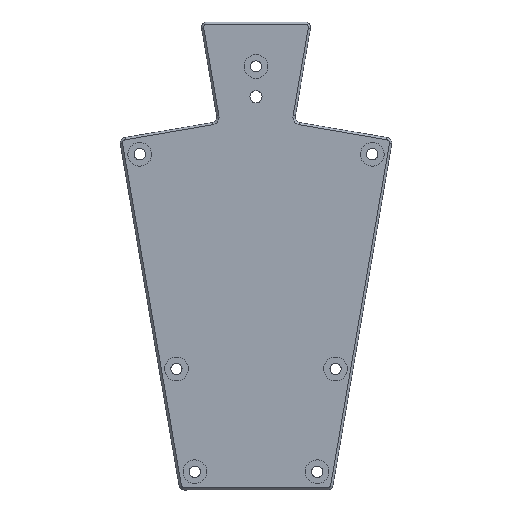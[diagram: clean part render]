
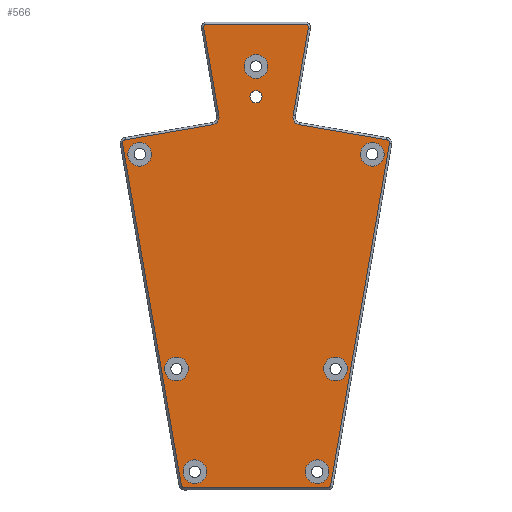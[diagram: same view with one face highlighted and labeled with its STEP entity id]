
A CAD part, top view. The second image highlights one B-rep face of the part: STEP entity #566.
In plain terms, the highlighted planar face has unit normal (0, 0, 1).
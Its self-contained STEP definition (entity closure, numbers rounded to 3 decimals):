
#566=ADVANCED_FACE('',(#1551,#1553,#1555,#1557,#1559,#1561,#1563,#1565,#1567),#1569,
.T.);
#1551=FACE_BOUND('',#1552,.T.);
#1552=EDGE_LOOP('',(#2324,#2325,#2326,#2327,#2328,#2329,#2330,#2331,#2332,#2333,
#2334,#2335,#2336,#2337,#2338,#2339));
#1553=FACE_BOUND('',#1554,.T.);
#1554=EDGE_LOOP('',(#2340));
#1555=FACE_BOUND('',#1556,.T.);
#1556=EDGE_LOOP('',(#2341));
#1557=FACE_BOUND('',#1558,.T.);
#1558=EDGE_LOOP('',(#2342));
#1559=FACE_BOUND('',#1560,.T.);
#1560=EDGE_LOOP('',(#2343));
#1561=FACE_BOUND('',#1562,.T.);
#1562=EDGE_LOOP('',(#2344));
#1563=FACE_BOUND('',#1564,.T.);
#1564=EDGE_LOOP('',(#2345));
#1565=FACE_BOUND('',#1566,.T.);
#1566=EDGE_LOOP('',(#2346));
#1567=FACE_BOUND('',#1568,.T.);
#1568=EDGE_LOOP('',(#2347));
#1569=PLANE('',#1570);
#1570=AXIS2_PLACEMENT_3D('',#1571,#1572,#1573);
#1571=CARTESIAN_POINT('',(0.,0.,6.4));
#1572=DIRECTION('',(0.,0.,1.));
#1573=DIRECTION('',(-1.,0.,0.));
#2324=ORIENTED_EDGE('',*,*,#2784,.T.);
#2325=ORIENTED_EDGE('',*,*,#2785,.T.);
#2326=ORIENTED_EDGE('',*,*,#2786,.T.);
#2327=ORIENTED_EDGE('',*,*,#2787,.T.);
#2328=ORIENTED_EDGE('',*,*,#2788,.T.);
#2329=ORIENTED_EDGE('',*,*,#2789,.T.);
#2330=ORIENTED_EDGE('',*,*,#2790,.T.);
#2331=ORIENTED_EDGE('',*,*,#2791,.T.);
#2332=ORIENTED_EDGE('',*,*,#2792,.T.);
#2333=ORIENTED_EDGE('',*,*,#2793,.T.);
#2334=ORIENTED_EDGE('',*,*,#2794,.T.);
#2335=ORIENTED_EDGE('',*,*,#2795,.T.);
#2336=ORIENTED_EDGE('',*,*,#2796,.T.);
#2337=ORIENTED_EDGE('',*,*,#2797,.T.);
#2338=ORIENTED_EDGE('',*,*,#2798,.T.);
#2339=ORIENTED_EDGE('',*,*,#2799,.T.);
#2340=ORIENTED_EDGE('',*,*,#2800,.T.);
#2341=ORIENTED_EDGE('',*,*,#2801,.T.);
#2342=ORIENTED_EDGE('',*,*,#2802,.T.);
#2343=ORIENTED_EDGE('',*,*,#2803,.T.);
#2344=ORIENTED_EDGE('',*,*,#2804,.T.);
#2345=ORIENTED_EDGE('',*,*,#2805,.T.);
#2346=ORIENTED_EDGE('',*,*,#2806,.T.);
#2347=ORIENTED_EDGE('',*,*,#2807,.T.);
#2784=EDGE_CURVE('',#3194,#3195,#3196,.T.);
#2785=EDGE_CURVE('',#3195,#3197,#3198,.T.);
#2786=EDGE_CURVE('',#3197,#3199,#3200,.T.);
#2787=EDGE_CURVE('',#3199,#3201,#3202,.T.);
#2788=EDGE_CURVE('',#3201,#3203,#3204,.T.);
#2789=EDGE_CURVE('',#3203,#3205,#3206,.T.);
#2790=EDGE_CURVE('',#3205,#3207,#3208,.T.);
#2791=EDGE_CURVE('',#3207,#3209,#3210,.T.);
#2792=EDGE_CURVE('',#3209,#3211,#3212,.T.);
#2793=EDGE_CURVE('',#3211,#3213,#3214,.T.);
#2794=EDGE_CURVE('',#3213,#3215,#3216,.T.);
#2795=EDGE_CURVE('',#3215,#3217,#3218,.T.);
#2796=EDGE_CURVE('',#3217,#3219,#3220,.T.);
#2797=EDGE_CURVE('',#3219,#3221,#3222,.T.);
#2798=EDGE_CURVE('',#3221,#3223,#3224,.T.);
#2799=EDGE_CURVE('',#3223,#3194,#3225,.T.);
#2800=EDGE_CURVE('',#3226,#3226,#3227,.F.);
#2801=EDGE_CURVE('',#3228,#3228,#3229,.F.);
#2802=EDGE_CURVE('',#3230,#3230,#3231,.F.);
#2803=EDGE_CURVE('',#3232,#3232,#3233,.F.);
#2804=EDGE_CURVE('',#3234,#3234,#3235,.F.);
#2805=EDGE_CURVE('',#3236,#3236,#3237,.F.);
#2806=EDGE_CURVE('',#3238,#3238,#3239,.F.);
#2807=EDGE_CURVE('',#3240,#3240,#3241,.T.);
#3194=VERTEX_POINT('',#4077);
#3195=VERTEX_POINT('',#4078);
#3196=LINE('',#4079,#4080);
#3197=VERTEX_POINT('',#4082);
#3198=CIRCLE('',#4083,0.6);
#3199=VERTEX_POINT('',#4087);
#3200=LINE('',#4088,#4089);
#3201=VERTEX_POINT('',#4091);
#3202=CIRCLE('',#4092,1.4);
#3203=VERTEX_POINT('',#4096);
#3204=LINE('',#4097,#4098);
#3205=VERTEX_POINT('',#4100);
#3206=CIRCLE('',#4101,0.6);
#3207=VERTEX_POINT('',#4105);
#3208=LINE('',#4106,#4107);
#3209=VERTEX_POINT('',#4109);
#3210=CIRCLE('',#4110,0.6);
#3211=VERTEX_POINT('',#4114);
#3212=LINE('',#4115,#4116);
#3213=VERTEX_POINT('',#4118);
#3214=CIRCLE('',#4119,1.4);
#3215=VERTEX_POINT('',#4123);
#3216=LINE('',#4124,#4125);
#3217=VERTEX_POINT('',#4127);
#3218=CIRCLE('',#4128,0.6);
#3219=VERTEX_POINT('',#4132);
#3220=LINE('',#4133,#4134);
#3221=VERTEX_POINT('',#4136);
#3222=CIRCLE('',#4137,0.6);
#3223=VERTEX_POINT('',#4141);
#3224=LINE('',#4142,#4143);
#3225=CIRCLE('',#4145,0.6);
#3226=VERTEX_POINT('',#4149);
#3227=CIRCLE('',#4150,2.15);
#3228=VERTEX_POINT('',#4154);
#3229=CIRCLE('',#4155,2.15);
#3230=VERTEX_POINT('',#4159);
#3231=CIRCLE('',#4160,2.15);
#3232=VERTEX_POINT('',#4164);
#3233=CIRCLE('',#4165,2.15);
#3234=VERTEX_POINT('',#4169);
#3235=CIRCLE('',#4170,2.15);
#3236=VERTEX_POINT('',#4174);
#3237=CIRCLE('',#4175,2.15);
#3238=VERTEX_POINT('',#4179);
#3239=CIRCLE('',#4180,2.15);
#3240=VERTEX_POINT('',#4184);
#3241=CIRCLE('',#4185,1.1);
#4077=CARTESIAN_POINT('',(13.545,-36.852,6.4));
#4078=CARTESIAN_POINT('',(24.17,24.986,6.4));
#4079=CARTESIAN_POINT('',(13.545,-36.852,6.4));
#4080=VECTOR('',#4081,1.);
#4081=DIRECTION('',(0.169,0.986,0.));
#4082=CARTESIAN_POINT('',(23.681,25.679,6.4));
#4083=AXIS2_PLACEMENT_3D('',#4084,#4085,#4086);
#4084=CARTESIAN_POINT('',(23.579,25.088,6.4));
#4085=DIRECTION('',(0.,0.,1.));
#4086=DIRECTION('',(0.986,-0.169,0.));
#4087=CARTESIAN_POINT('',(7.862,28.397,6.4));
#4088=CARTESIAN_POINT('',(23.681,25.679,6.4));
#4089=VECTOR('',#4090,1.);
#4090=DIRECTION('',(-0.986,0.169,0.));
#4091=CARTESIAN_POINT('',(6.72,30.014,6.4));
#4092=AXIS2_PLACEMENT_3D('',#4093,#4094,#4095);
#4093=CARTESIAN_POINT('',(8.1,29.777,6.4));
#4094=DIRECTION('',(0.,0.,-1.));
#4095=DIRECTION('',(-0.169,-0.986,0.));
#4096=CARTESIAN_POINT('',(9.45,45.903,6.4));
#4097=CARTESIAN_POINT('',(6.72,30.014,6.4));
#4098=VECTOR('',#4099,1.);
#4099=DIRECTION('',(0.169,0.986,0.));
#4100=CARTESIAN_POINT('',(8.859,46.604,6.4));
#4101=AXIS2_PLACEMENT_3D('',#4102,#4103,#4104);
#4102=CARTESIAN_POINT('',(8.859,46.004,6.4));
#4103=DIRECTION('',(0.,0.,1.));
#4104=DIRECTION('',(0.986,-0.169,0.));
#4105=CARTESIAN_POINT('',(-8.859,46.604,6.4));
#4106=CARTESIAN_POINT('',(8.859,46.604,6.4));
#4107=VECTOR('',#4108,1.);
#4108=DIRECTION('',(-1.,0.,0.));
#4109=CARTESIAN_POINT('',(-9.45,45.903,6.4));
#4110=AXIS2_PLACEMENT_3D('',#4111,#4112,#4113);
#4111=CARTESIAN_POINT('',(-8.859,46.004,6.4));
#4112=DIRECTION('',(0.,0.,1.));
#4113=DIRECTION('',(0.,1.,0.));
#4114=CARTESIAN_POINT('',(-6.72,30.014,6.4));
#4115=CARTESIAN_POINT('',(-9.45,45.903,6.4));
#4116=VECTOR('',#4117,1.);
#4117=DIRECTION('',(0.169,-0.986,0.));
#4118=CARTESIAN_POINT('',(-7.862,28.397,6.4));
#4119=AXIS2_PLACEMENT_3D('',#4120,#4121,#4122);
#4120=CARTESIAN_POINT('',(-8.1,29.777,6.4));
#4121=DIRECTION('',(0.,0.,-1.));
#4122=DIRECTION('',(0.986,0.169,0.));
#4123=CARTESIAN_POINT('',(-23.681,25.679,6.4));
#4124=CARTESIAN_POINT('',(-7.862,28.397,6.4));
#4125=VECTOR('',#4126,1.);
#4126=DIRECTION('',(-0.986,-0.169,0.));
#4127=CARTESIAN_POINT('',(-24.17,24.986,6.4));
#4128=AXIS2_PLACEMENT_3D('',#4129,#4130,#4131);
#4129=CARTESIAN_POINT('',(-23.579,25.088,6.4));
#4130=DIRECTION('',(0.,0.,1.));
#4131=DIRECTION('',(-0.169,0.986,0.));
#4132=CARTESIAN_POINT('',(-13.545,-36.852,6.4));
#4133=CARTESIAN_POINT('',(-24.17,24.986,6.4));
#4134=VECTOR('',#4135,1.);
#4135=DIRECTION('',(0.169,-0.986,0.));
#4136=CARTESIAN_POINT('',(-12.953,-37.35,6.4));
#4137=AXIS2_PLACEMENT_3D('',#4138,#4139,#4140);
#4138=CARTESIAN_POINT('',(-12.953,-36.75,6.4));
#4139=DIRECTION('',(0.,0.,1.));
#4140=DIRECTION('',(-0.986,-0.169,0.));
#4141=CARTESIAN_POINT('',(12.953,-37.35,6.4));
#4142=CARTESIAN_POINT('',(-12.953,-37.35,6.4));
#4143=VECTOR('',#4144,1.);
#4144=DIRECTION('',(1.,0.,0.));
#4145=AXIS2_PLACEMENT_3D('',#4146,#4147,#4148);
#4146=CARTESIAN_POINT('',(12.953,-36.75,6.4));
#4147=DIRECTION('',(0.,0.,1.));
#4148=DIRECTION('',(0.,-1.,0.));
#4149=CARTESIAN_POINT('',(12.266,-15.835,6.4));
#4150=AXIS2_PLACEMENT_3D('',#4151,#4152,#4153);
#4151=CARTESIAN_POINT('',(14.416,-15.835,6.4));
#4152=DIRECTION('',(0.,0.,1.));
#4153=DIRECTION('',(-1.,0.,0.));
#4154=CARTESIAN_POINT('',(-16.566,-15.835,6.4));
#4155=AXIS2_PLACEMENT_3D('',#4156,#4157,#4158);
#4156=CARTESIAN_POINT('',(-14.416,-15.835,6.4));
#4157=DIRECTION('',(0.,0.,1.));
#4158=DIRECTION('',(-1.,0.,0.));
#4159=CARTESIAN_POINT('',(8.918,-34.461,6.4));
#4160=AXIS2_PLACEMENT_3D('',#4161,#4162,#4163);
#4161=CARTESIAN_POINT('',(11.068,-34.461,6.4));
#4162=DIRECTION('',(0.,0.,1.));
#4163=DIRECTION('',(-1.,0.,0.));
#4164=CARTESIAN_POINT('',(-13.218,-34.461,6.4));
#4165=AXIS2_PLACEMENT_3D('',#4166,#4167,#4168);
#4166=CARTESIAN_POINT('',(-11.068,-34.461,6.4));
#4167=DIRECTION('',(0.,0.,1.));
#4168=DIRECTION('',(-1.,0.,0.));
#4169=CARTESIAN_POINT('',(-2.15,38.975,6.4));
#4170=AXIS2_PLACEMENT_3D('',#4171,#4172,#4173);
#4171=CARTESIAN_POINT('',(0.,38.975,6.4));
#4172=DIRECTION('',(0.,0.,1.));
#4173=DIRECTION('',(-1.,0.,0.));
#4174=CARTESIAN_POINT('',(18.908,23.051,6.4));
#4175=AXIS2_PLACEMENT_3D('',#4176,#4177,#4178);
#4176=CARTESIAN_POINT('',(21.058,23.051,6.4));
#4177=DIRECTION('',(0.,0.,1.));
#4178=DIRECTION('',(-1.,0.,0.));
#4179=CARTESIAN_POINT('',(-23.208,23.051,6.4));
#4180=AXIS2_PLACEMENT_3D('',#4181,#4182,#4183);
#4181=CARTESIAN_POINT('',(-21.058,23.051,6.4));
#4182=DIRECTION('',(0.,0.,1.));
#4183=DIRECTION('',(-1.,0.,0.));
#4184=CARTESIAN_POINT('',(1.1,33.449,6.4));
#4185=AXIS2_PLACEMENT_3D('',#4186,#4187,#4188);
#4186=CARTESIAN_POINT('',(0.,33.449,6.4));
#4187=DIRECTION('',(0.,0.,-1.));
#4188=DIRECTION('',(1.,0.,0.));
